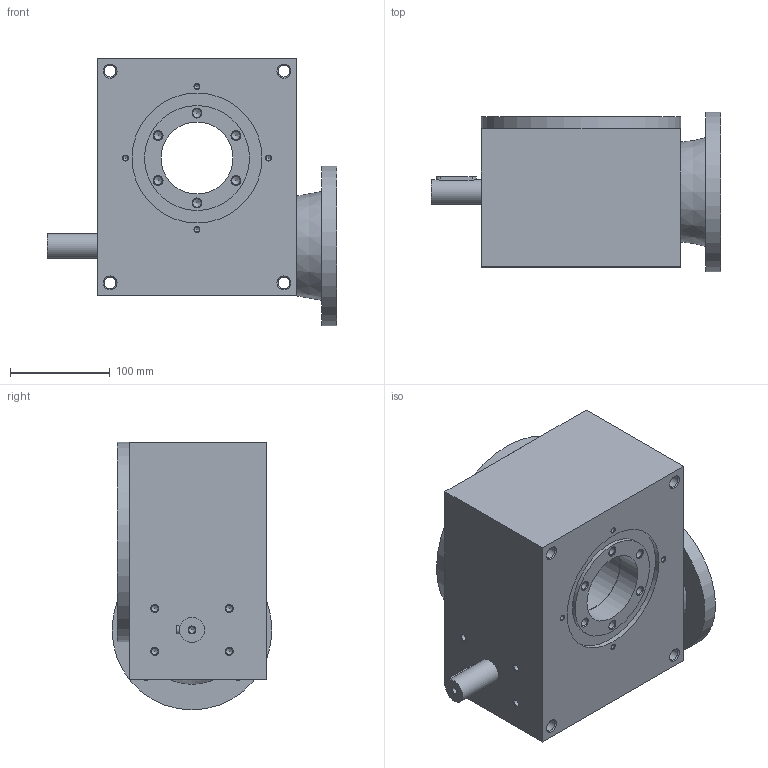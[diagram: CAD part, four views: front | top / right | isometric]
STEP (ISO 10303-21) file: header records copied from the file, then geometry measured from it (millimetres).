
FILE_DESCRIPTION( ( 'STEP AP214' ), '1' );
FILE_NAME( 'K88_MBD_100-112_B14_R.1_5_C.1_-_-_-_-_-_-_-_-.stp', '2018-08-31T12:40:05', ( '' ), ( '' ), ' ', 'PARTsolutions', ' ' );
FILE_SCHEMA( ( 'AUTOMOTIVE_DESIGN { 1 0 10303 214 1 1 1 1 }' ) );
Length unit declared in the file: millimetre
Products named in the file (4): K88_MBD_100-112/B14_R.1/5_C.1_-_-_-_-_-_-_-_-; _88_41-case; _88_10-fl; _88-shaft
Assembly tree (3 placements, depth 2):
  K88_MBD_100-112/B14_R.1/5_C.1_-_-_-_-_-_-_-_-
    _88_41-case
    _88_10-fl
    _88-shaft
Bounding box: 290 x 160 x 268 mm (x, y, z)
Volume: 6638884.1 mm3; surface area: 369875.4 mm2
Topology: 3 solids, 3 shells, 291 faces, 706 edges, 456 vertices
Faces by surface type: plane 150, cylinder 86, cone 55
Full cylindrical faces by diameter (mm): 4.917 x8, 6.647 x5, 8.376 x12, 9 x4, 11.835 x4, 12 x4, 21 x6, 25 x2, 40 x1, 72 x2, 73 x1, 105 x2, 110 x1, 130 x2, 160 x1, 200 x1
Entity records: 10165 total; most frequent: CARTESIAN_POINT 1359, DIRECTION 1347, ORIENTED_EDGE 1112, EDGE_CURVE 556, AXIS2_PLACEMENT_3D 498, EDGE_LOOP 457, VERTEX_POINT 442, LINE 351
